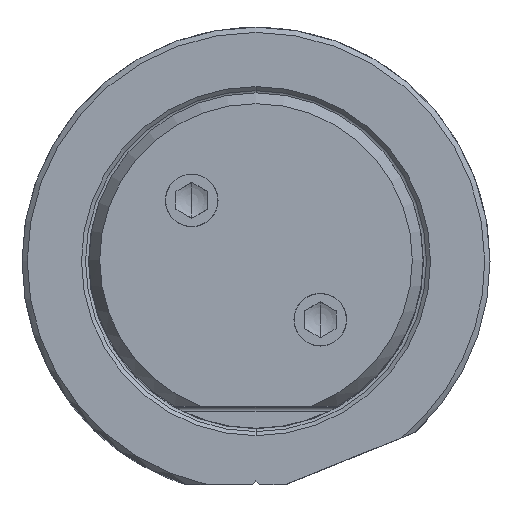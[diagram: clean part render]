
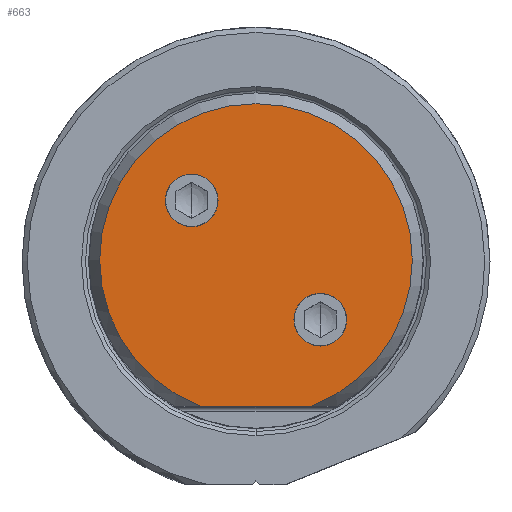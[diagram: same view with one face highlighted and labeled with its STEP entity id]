
A CAD part, top view. The second image highlights one B-rep face of the part: STEP entity #663.
In plain terms, the highlighted planar face has unit normal (0, 0, 1).
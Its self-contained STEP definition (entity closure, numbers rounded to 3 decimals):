
#123=PLANE('',#5778);
#663=ADVANCED_FACE('',(#921,#922,#923),#123,.T.);
#921=FACE_BOUND('',#1089,.T.);
#922=FACE_BOUND('',#1090,.T.);
#923=FACE_BOUND('',#1091,.T.);
#1089=EDGE_LOOP('',(#2955,#2956,#2957,#2958));
#1090=EDGE_LOOP('',(#2959,#2960,#2961,#2962));
#1091=EDGE_LOOP('',(#2963,#2964,#2965,#2966));
#1256=ELLIPSE('',#5771,2.004,2.);
#1257=ELLIPSE('',#5774,2.004,2.);
#1441=LINE('',#11402,#1747);
#1747=VECTOR('',#6907,1.);
#2955=ORIENTED_EDGE('',*,*,#4681,.T.);
#2956=ORIENTED_EDGE('',*,*,#4680,.T.);
#2957=ORIENTED_EDGE('',*,*,#4677,.F.);
#2958=ORIENTED_EDGE('',*,*,#4682,.T.);
#2959=ORIENTED_EDGE('',*,*,#4683,.T.);
#2960=ORIENTED_EDGE('',*,*,#4684,.F.);
#2961=ORIENTED_EDGE('',*,*,#4685,.T.);
#2962=ORIENTED_EDGE('',*,*,#4686,.T.);
#2963=ORIENTED_EDGE('',*,*,#4687,.T.);
#2964=ORIENTED_EDGE('',*,*,#4688,.T.);
#2965=ORIENTED_EDGE('',*,*,#4689,.T.);
#2966=ORIENTED_EDGE('',*,*,#4690,.T.);
#3988=VERTEX_POINT('',#11403);
#3989=VERTEX_POINT('',#11404);
#3990=VERTEX_POINT('',#11415);
#3991=VERTEX_POINT('',#11417);
#3992=VERTEX_POINT('',#11421);
#3993=VERTEX_POINT('',#11422);
#3994=VERTEX_POINT('',#11424);
#3995=VERTEX_POINT('',#11426);
#3996=VERTEX_POINT('',#11429);
#3997=VERTEX_POINT('',#11430);
#3998=VERTEX_POINT('',#11432);
#3999=VERTEX_POINT('',#11434);
#4677=EDGE_CURVE('',#3988,#3989,#1441,.T.);
#4680=EDGE_CURVE('',#3990,#3989,#5138,.T.);
#4681=EDGE_CURVE('',#3991,#3990,#5139,.T.);
#4682=EDGE_CURVE('',#3988,#3991,#5140,.T.);
#4683=EDGE_CURVE('',#3992,#3993,#5141,.T.);
#4684=EDGE_CURVE('',#3994,#3993,#1256,.T.);
#4685=EDGE_CURVE('',#3994,#3995,#5142,.T.);
#4686=EDGE_CURVE('',#3995,#3992,#5143,.T.);
#4687=EDGE_CURVE('',#3996,#3997,#1257,.T.);
#4688=EDGE_CURVE('',#3997,#3998,#5144,.T.);
#4689=EDGE_CURVE('',#3998,#3999,#5145,.T.);
#4690=EDGE_CURVE('',#3999,#3996,#5146,.T.);
#5138=CIRCLE('',#5766,14.847);
#5139=CIRCLE('',#5767,14.847);
#5140=CIRCLE('',#5768,14.847);
#5141=CIRCLE('',#5770,2.5);
#5142=CIRCLE('',#5772,2.5);
#5143=CIRCLE('',#5773,2.5);
#5144=CIRCLE('',#5775,2.5);
#5145=CIRCLE('',#5776,2.5);
#5146=CIRCLE('',#5777,2.5);
#5766=AXIS2_PLACEMENT_3D('',#11414,#6910,#6911);
#5767=AXIS2_PLACEMENT_3D('',#11416,#6912,#6913);
#5768=AXIS2_PLACEMENT_3D('',#11418,#6914,#6915);
#5770=AXIS2_PLACEMENT_3D('',#11420,#6918,#6919);
#5771=AXIS2_PLACEMENT_3D('',#11423,#6920,#6921);
#5772=AXIS2_PLACEMENT_3D('',#11425,#6922,#6923);
#5773=AXIS2_PLACEMENT_3D('',#11427,#6924,#6925);
#5774=AXIS2_PLACEMENT_3D('',#11428,#6926,#6927);
#5775=AXIS2_PLACEMENT_3D('',#11431,#6928,#6929);
#5776=AXIS2_PLACEMENT_3D('',#11433,#6930,#6931);
#5777=AXIS2_PLACEMENT_3D('',#11435,#6932,#6933);
#5778=AXIS2_PLACEMENT_3D('',#11436,#6934,#6935);
#6907=DIRECTION('',(-1.,0.,0.));
#6910=DIRECTION('',(0.,0.,1.));
#6911=DIRECTION('',(-1.,0.,0.));
#6912=DIRECTION('',(0.,0.,1.));
#6913=DIRECTION('',(1.,0.,0.));
#6914=DIRECTION('',(0.,0.,1.));
#6915=DIRECTION('',(0.356,-0.935,0.));
#6918=DIRECTION('',(0.,0.,-1.));
#6919=DIRECTION('',(1.,0.,0.));
#6920=DIRECTION('',(0.,0.,1.));
#6921=DIRECTION('',(0.676,0.737,0.));
#6922=DIRECTION('',(0.,0.,-1.));
#6923=DIRECTION('',(-0.99,-0.138,0.));
#6924=DIRECTION('',(0.,0.,-1.));
#6925=DIRECTION('',(-1.,0.,0.));
#6926=DIRECTION('',(0.,0.,-1.));
#6927=DIRECTION('',(-0.676,-0.737,0.));
#6928=DIRECTION('',(0.,0.,-1.));
#6929=DIRECTION('',(0.99,0.138,0.));
#6930=DIRECTION('',(0.,0.,-1.));
#6931=DIRECTION('',(1.,0.,0.));
#6932=DIRECTION('',(0.,0.,-1.));
#6933=DIRECTION('',(-1.,0.,0.));
#6934=DIRECTION('',(0.,0.,1.));
#6935=DIRECTION('',(1.,0.,0.));
#11402=CARTESIAN_POINT('',(5.284,-13.875,60.33));
#11403=CARTESIAN_POINT('',(5.284,-13.875,60.33));
#11404=CARTESIAN_POINT('',(-5.284,-13.875,60.33));
#11414=CARTESIAN_POINT('',(0.,0.,60.33));
#11415=CARTESIAN_POINT('',(-14.847,0.,60.33));
#11416=CARTESIAN_POINT('',(0.,0.,60.33));
#11417=CARTESIAN_POINT('',(14.847,0.,60.33));
#11418=CARTESIAN_POINT('',(0.,0.,60.33));
#11420=CARTESIAN_POINT('',(-6.104,5.669,60.33));
#11421=CARTESIAN_POINT('',(-3.604,5.669,60.33));
#11422=CARTESIAN_POINT('',(-8.469,4.858,60.33));
#11423=CARTESIAN_POINT('',(-6.591,5.556,60.33));
#11424=CARTESIAN_POINT('',(-8.58,5.323,60.33));
#11425=CARTESIAN_POINT('',(-6.104,5.669,60.33));
#11426=CARTESIAN_POINT('',(-8.604,5.669,60.33));
#11427=CARTESIAN_POINT('',(-6.104,5.669,60.33));
#11428=CARTESIAN_POINT('',(6.591,-5.556,60.33));
#11429=CARTESIAN_POINT('',(8.469,-4.858,60.33));
#11430=CARTESIAN_POINT('',(8.58,-5.323,60.33));
#11431=CARTESIAN_POINT('',(6.104,-5.669,60.33));
#11432=CARTESIAN_POINT('',(8.604,-5.669,60.33));
#11433=CARTESIAN_POINT('',(6.104,-5.669,60.33));
#11434=CARTESIAN_POINT('',(3.604,-5.669,60.33));
#11435=CARTESIAN_POINT('',(6.104,-5.669,60.33));
#11436=CARTESIAN_POINT('',(0.001,0.486,60.33));
